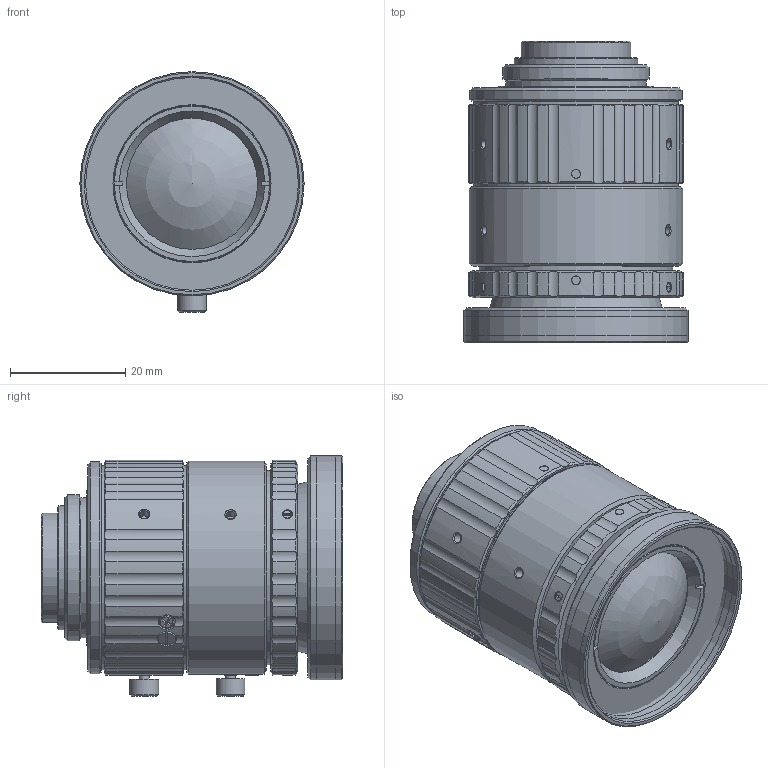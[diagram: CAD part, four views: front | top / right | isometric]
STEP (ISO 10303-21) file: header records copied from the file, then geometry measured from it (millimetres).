
FILE_DESCRIPTION(('STEP AP214'),'1');
FILE_NAME('SM1226-MP20.stp','2023-05-11T06:29:34',(' '),(' '),'Spatial InterOp 3D',' ',' ');
FILE_SCHEMA(('AUTOMOTIVE_DESIGN { 1 0 10303 214 1 1 1 1 }'));
Length unit declared in the file: metre
Products named in the file (3): SM1226-MP20; Component1; Component2
Assembly tree (2 placements, depth 2):
  SM1226-MP20
    Component1
    Component2
Bounding box: 39 x 52.46 x 41.85 mm (x, y, z)
Surface area: 20986.2 mm2
Topology: 2 solids, 2 shells, 825 faces, 2095 edges, 1358 vertices
Faces by surface type: cylinder 324, plane 314, cone 177, torus 6, sphere 4
Full cylindrical faces by diameter (mm): 1.5 x4, 1.567 x8, 1.7 x4, 2 x4, 2.5 x4, 2.8 x2, 3 x10, 3.4 x2, 3.5 x6, 4.999 x4, 15.3 x2, 19 x2, 21.498 x2, 22.8 x2, 24.398 x2, 25.4 x2, 33.7 x2, 35.5 x4, 36.1 x4, 36.9 x2, 37 x2, 37.1 x2, 37.5 x2, 39 x2
Entity records: 33236 total; most frequent: CARTESIAN_POINT 8076, ORIENTED_EDGE 3742, DIRECTION 3694, EDGE_CURVE 1871, AXIS2_PLACEMENT_3D 1415, VERTEX_POINT 1293, EDGE_LOOP 1060, FACE_OUTER_BOUND 907
